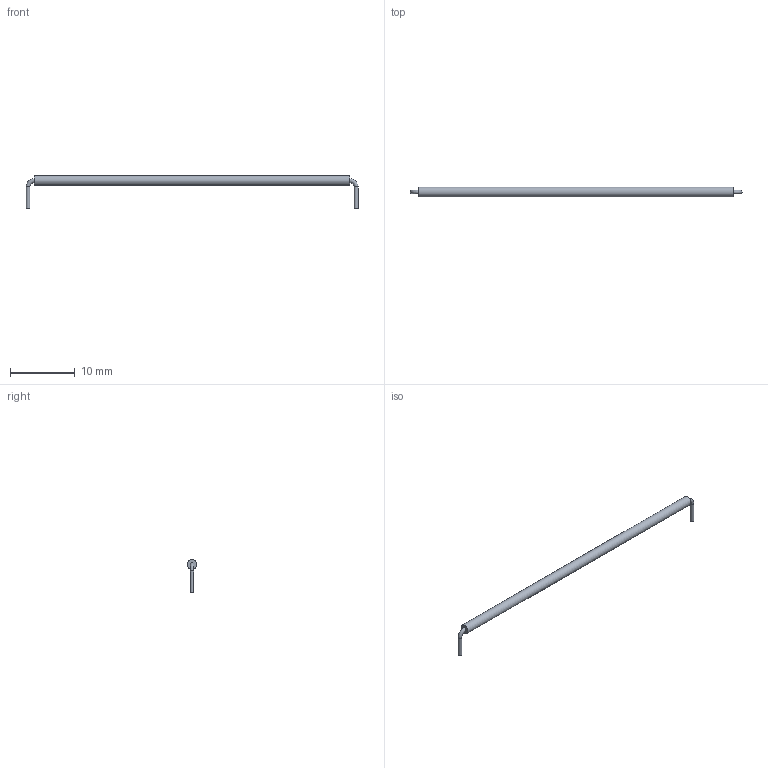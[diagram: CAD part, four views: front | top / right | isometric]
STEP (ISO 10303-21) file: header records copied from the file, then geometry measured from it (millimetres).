
FILE_DESCRIPTION(('FreeCAD Model'),'2;1');
FILE_NAME('Open CASCADE Shape Model','2023-02-14T09:30:40',('BT'),(''), 'Open CASCADE STEP processor 7.6','FreeCAD','Unknown');
FILE_SCHEMA(('AUTOMOTIVE_DESIGN_CC2 { 1 2 10303 214 -1 1 5 4 }'));
Length unit declared in the file: millimetre
Products named in the file (1): Pad
Bounding box: 51.4 x 1.5 x 5.05 mm (x, y, z)
Volume: 89 mm3; surface area: 251.9 mm2
Topology: 1 solids, 1 shells, 9 faces, 13 edges, 8 vertices
Faces by surface type: plane 4, cylinder 3, torus 2
Full cylindrical faces by diameter (mm): 0.6 x2, 1.5 x1
Entity records: 277 total; most frequent: DIRECTION 43, CARTESIAN_POINT 31, ORIENTED_EDGE 26, AXIS2_PLACEMENT_3D 20, EDGE_CURVE 13, FACE_BOUND 11, EDGE_LOOP 11, CIRCLE 10
